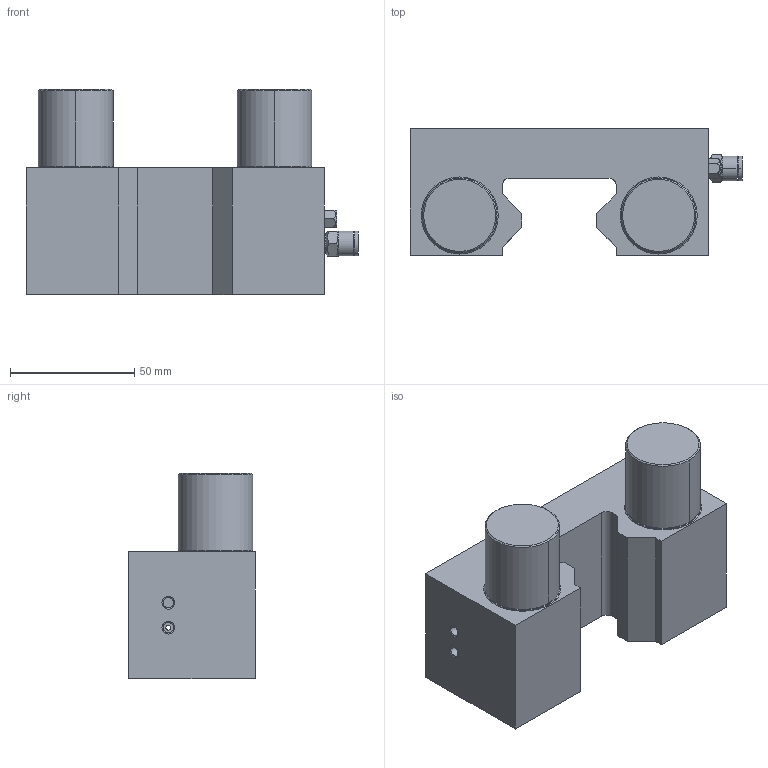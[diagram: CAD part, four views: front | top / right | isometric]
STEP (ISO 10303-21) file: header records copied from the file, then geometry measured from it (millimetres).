
FILE_DESCRIPTION (( 'STEP AP214' ), '1' );
FILE_NAME ('CPS45R(³£±ÕÐÍ).STEP', '2019-10-17T03:09:45', ( 'USER-' ), ( 'MS' ), 'SwSTEP 2.0', 'SolidWorks 2012', '' );
FILE_SCHEMA (( 'AUTOMOTIVE_DESIGN' ));
Length unit declared in the file: millimetre
Products named in the file (1): CPS45R(都敕倰)
Bounding box: 133.5 x 51 x 82.5 mm (x, y, z)
Volume: 293374.5 mm3; surface area: 46802.1 mm2
Topology: 5 solids, 5 shells, 141 faces, 326 edges, 200 vertices
Faces by surface type: plane 47, cylinder 46, cone 44, torus 4
Entity records: 5865 total; most frequent: CARTESIAN_POINT 1016, DIRECTION 706, ORIENTED_EDGE 636, EDGE_CURVE 318, AXIS2_PLACEMENT_3D 278, VERTEX_POINT 200, EDGE_LOOP 160, VECTOR 150
